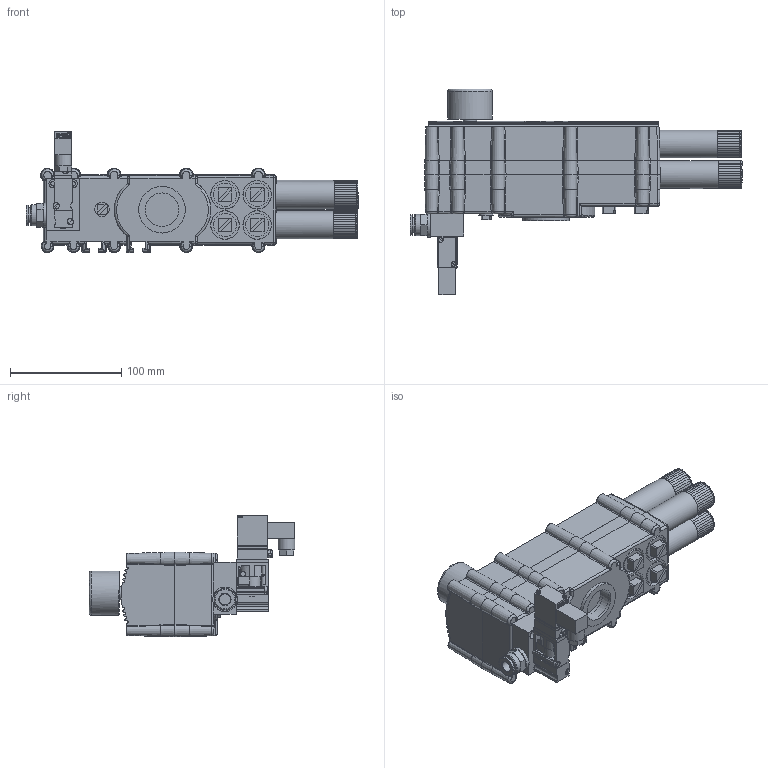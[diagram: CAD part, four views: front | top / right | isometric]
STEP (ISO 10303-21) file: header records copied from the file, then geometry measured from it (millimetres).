
FILE_DESCRIPTION(/* description */ ('','CAx-IF Rec.Pracs.---Representation and Presentation of Product Manufacturing Information (PMI)---4.0---2014-10-13'),/* implementation_level */ '2;1');
FILE_NAME(/* name */ 'cvskn4s220aq.stp',/* time_stamp */ '2020-11-09T10:17:16+01:00',/* author */ ('enginyeria'),/* organization */ (''),/* preprocessor_version */ 'ST-DEVELOPER v17.2',/* originating_system */ 'Autodesk Inventor 2019',/* authorisation */ '');
FILE_SCHEMA (('AP242_MANAGED_MODEL_BASED_3D_ENGINEERING_MIM_LF { 1 0 10303 442 1 1 4 }'));
Products named in the file (1): cvskn4s220aq
Bounding box: 299.08 x 185.56 x 109.55 mm (x, y, z)
Volume: 1294938.1 mm3; surface area: 175903.5 mm2
Topology: 15 solids, 30 shells, 2071 faces, 4924 edges, 2989 vertices
Faces by surface type: plane 1413, cylinder 363, cone 141, bspline 130, torus 18, sphere 6
Full cylindrical faces by diameter (mm): 1.8 x2, 2.1 x2, 2.2 x2, 2.459 x2, 2.7 x2, 3.2 x2, 3.8 x1, 4 x13, 4.25 x3, 4.4 x1, 5.6 x2, 7 x1, 7.5 x1, 7.6 x3, 8 x10, 10 x5, 11.445 x1, 12 x1, 12.2 x1, 13 x1, 13.5 x1, 15 x1, 18.5 x1, 19.053 x1, 21 x4, 22 x1, 25 x8, 30.291 x1, 31.867 x1, 40 x1
Entity records: 79122 total; most frequent: CARTESIAN_POINT 31608, DIRECTION 9940, ORIENTED_EDGE 9772, EDGE_CURVE 4886, AXIS2_PLACEMENT_3D 3492, VERTEX_POINT 2989, LINE 2956, VECTOR 2956
